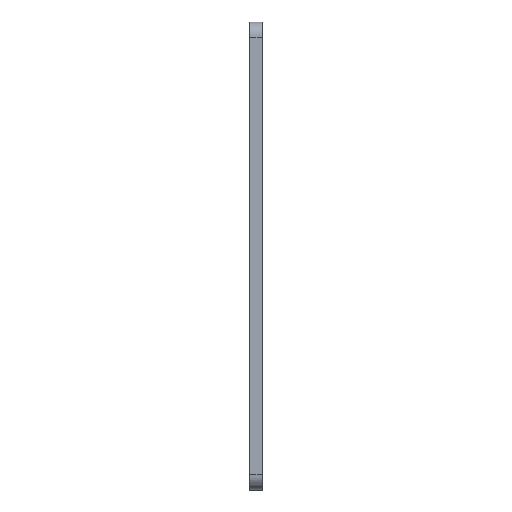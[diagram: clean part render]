
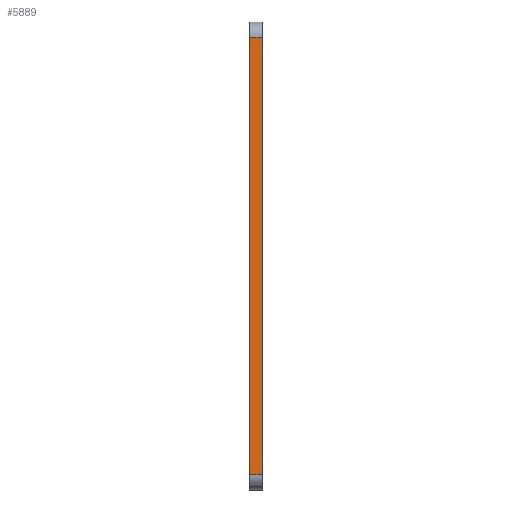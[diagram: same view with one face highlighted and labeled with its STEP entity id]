
A CAD part, left-side view. The second image highlights one B-rep face of the part: STEP entity #5889.
In plain terms, the highlighted planar face has unit normal (-1, 0, 0).
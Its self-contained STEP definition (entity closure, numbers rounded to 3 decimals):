
#517=FACE_OUTER_BOUND('',#860,.T.);
#860=EDGE_LOOP('',(#5107,#5108,#5109,#5110));
#968=LINE('',#7745,#1716);
#972=LINE('',#7759,#1720);
#1204=LINE('',#8260,#1952);
#1682=LINE('',#9249,#2430);
#1716=VECTOR('',#6340,10.);
#1720=VECTOR('',#6352,10.);
#1952=VECTOR('',#6626,10.);
#2430=VECTOR('',#7634,10.);
#2463=VERTEX_POINT('',#7738);
#2466=VERTEX_POINT('',#7743);
#2472=VERTEX_POINT('',#7757);
#2720=VERTEX_POINT('',#8258);
#3018=EDGE_CURVE('',#2466,#2463,#968,.T.);
#3025=EDGE_CURVE('',#2466,#2472,#972,.T.);
#3275=EDGE_CURVE('',#2720,#2472,#1204,.T.);
#3770=EDGE_CURVE('',#2463,#2720,#1682,.T.);
#5107=ORIENTED_EDGE('',*,*,#3018,.F.);
#5108=ORIENTED_EDGE('',*,*,#3025,.T.);
#5109=ORIENTED_EDGE('',*,*,#3275,.F.);
#5110=ORIENTED_EDGE('',*,*,#3770,.F.);
#5619=PLANE('',#6230);
#5889=ADVANCED_FACE('',(#517),#5619,.T.);
#6230=AXIS2_PLACEMENT_3D('',#9248,#7632,#7633);
#6340=DIRECTION('',(0.,1.,0.));
#6352=DIRECTION('',(0.,0.,1.));
#6626=DIRECTION('',(0.,-1.,0.));
#7632=DIRECTION('center_axis',(-1.,0.,0.));
#7633=DIRECTION('ref_axis',(0.,0.,1.));
#7634=DIRECTION('',(0.,0.,1.));
#7738=CARTESIAN_POINT('',(-64.813,4.,-73.555));
#7743=CARTESIAN_POINT('',(-64.813,0.,-73.555));
#7745=CARTESIAN_POINT('',(-64.813,0.,-73.555));
#7757=CARTESIAN_POINT('',(-64.813,0.,71.445));
#7759=CARTESIAN_POINT('',(-64.813,0.,-78.555));
#8258=CARTESIAN_POINT('',(-64.813,4.,71.445));
#8260=CARTESIAN_POINT('',(-64.813,0.,71.445));
#9248=CARTESIAN_POINT('Origin',(-64.813,0.,-78.555));
#9249=CARTESIAN_POINT('',(-64.813,4.,-78.555));
